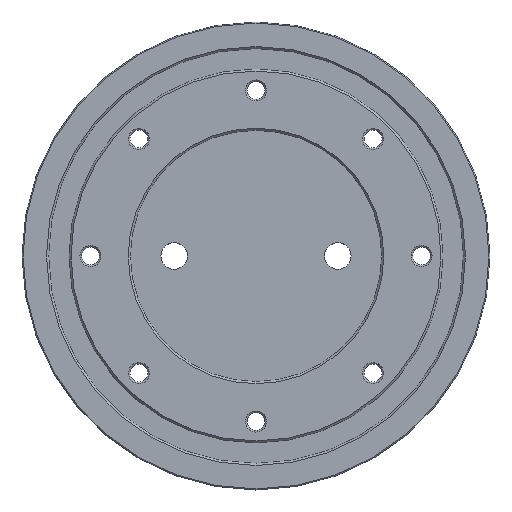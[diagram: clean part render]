
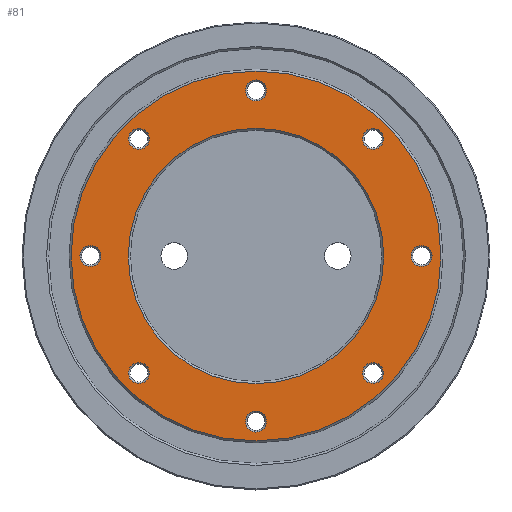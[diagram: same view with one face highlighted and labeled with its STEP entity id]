
A CAD part, top view. The second image highlights one B-rep face of the part: STEP entity #81.
In plain terms, the highlighted planar face has unit normal (0, 0, 1).
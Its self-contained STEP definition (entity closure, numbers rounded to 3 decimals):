
#81=ADVANCED_FACE('',(#155,#156,#157,#158,#159,#160,#161,#162,#163,#164),
#124,.T.);
#124=PLANE('',#675);
#155=FACE_BOUND('',#267,.T.);
#156=FACE_BOUND('',#268,.T.);
#157=FACE_BOUND('',#269,.T.);
#158=FACE_BOUND('',#270,.T.);
#159=FACE_BOUND('',#271,.T.);
#160=FACE_BOUND('',#272,.T.);
#161=FACE_BOUND('',#273,.T.);
#162=FACE_BOUND('',#274,.T.);
#163=FACE_BOUND('',#275,.T.);
#164=FACE_BOUND('',#276,.T.);
#267=EDGE_LOOP('',(#379));
#268=EDGE_LOOP('',(#380));
#269=EDGE_LOOP('',(#381));
#270=EDGE_LOOP('',(#382));
#271=EDGE_LOOP('',(#383));
#272=EDGE_LOOP('',(#384));
#273=EDGE_LOOP('',(#385));
#274=EDGE_LOOP('',(#386));
#275=EDGE_LOOP('',(#387));
#276=EDGE_LOOP('',(#388));
#379=ORIENTED_EDGE('',*,*,#543,.T.);
#380=ORIENTED_EDGE('',*,*,#544,.T.);
#381=ORIENTED_EDGE('',*,*,#545,.T.);
#382=ORIENTED_EDGE('',*,*,#546,.T.);
#383=ORIENTED_EDGE('',*,*,#547,.T.);
#384=ORIENTED_EDGE('',*,*,#548,.T.);
#385=ORIENTED_EDGE('',*,*,#549,.T.);
#386=ORIENTED_EDGE('',*,*,#550,.T.);
#387=ORIENTED_EDGE('',*,*,#551,.T.);
#388=ORIENTED_EDGE('',*,*,#552,.T.);
#487=VERTEX_POINT('',#1001);
#488=VERTEX_POINT('',#1003);
#489=VERTEX_POINT('',#1005);
#490=VERTEX_POINT('',#1007);
#491=VERTEX_POINT('',#1009);
#492=VERTEX_POINT('',#1011);
#493=VERTEX_POINT('',#1013);
#494=VERTEX_POINT('',#1015);
#495=VERTEX_POINT('',#1017);
#496=VERTEX_POINT('',#1019);
#543=EDGE_CURVE('',#487,#487,#599,.T.);
#544=EDGE_CURVE('',#488,#488,#600,.T.);
#545=EDGE_CURVE('',#489,#489,#601,.T.);
#546=EDGE_CURVE('',#490,#490,#602,.T.);
#547=EDGE_CURVE('',#491,#491,#603,.T.);
#548=EDGE_CURVE('',#492,#492,#604,.T.);
#549=EDGE_CURVE('',#493,#493,#605,.T.);
#550=EDGE_CURVE('',#494,#494,#606,.T.);
#551=EDGE_CURVE('',#495,#495,#607,.T.);
#552=EDGE_CURVE('',#496,#496,#608,.T.);
#599=CIRCLE('',#665,5.141);
#600=CIRCLE('',#666,5.141);
#601=CIRCLE('',#667,5.141);
#602=CIRCLE('',#668,5.141);
#603=CIRCLE('',#669,5.141);
#604=CIRCLE('',#670,5.141);
#605=CIRCLE('',#671,5.141);
#606=CIRCLE('',#672,5.141);
#607=CIRCLE('',#673,62.5);
#608=CIRCLE('',#674,90.5);
#665=AXIS2_PLACEMENT_3D('',#1000,#802,#803);
#666=AXIS2_PLACEMENT_3D('',#1002,#804,#805);
#667=AXIS2_PLACEMENT_3D('',#1004,#806,#807);
#668=AXIS2_PLACEMENT_3D('',#1006,#808,#809);
#669=AXIS2_PLACEMENT_3D('',#1008,#810,#811);
#670=AXIS2_PLACEMENT_3D('',#1010,#812,#813);
#671=AXIS2_PLACEMENT_3D('',#1012,#814,#815);
#672=AXIS2_PLACEMENT_3D('',#1014,#816,#817);
#673=AXIS2_PLACEMENT_3D('',#1016,#818,#819);
#674=AXIS2_PLACEMENT_3D('',#1018,#820,#821);
#675=AXIS2_PLACEMENT_3D('',#1020,#822,#823);
#802=DIRECTION('',(0.,0.,-1.));
#803=DIRECTION('',(1.,0.,0.));
#804=DIRECTION('',(0.,0.,-1.));
#805=DIRECTION('',(1.,0.,0.));
#806=DIRECTION('',(0.,0.,-1.));
#807=DIRECTION('',(1.,0.,0.));
#808=DIRECTION('',(0.,0.,-1.));
#809=DIRECTION('',(1.,0.,0.));
#810=DIRECTION('',(0.,0.,-1.));
#811=DIRECTION('',(1.,0.,0.));
#812=DIRECTION('',(0.,0.,-1.));
#813=DIRECTION('',(1.,0.,0.));
#814=DIRECTION('',(0.,0.,-1.));
#815=DIRECTION('',(1.,0.,0.));
#816=DIRECTION('',(0.,0.,-1.));
#817=DIRECTION('',(1.,0.,0.));
#818=DIRECTION('',(0.,0.,-1.));
#819=DIRECTION('',(-1.,0.,0.));
#820=DIRECTION('',(0.,0.,1.));
#821=DIRECTION('',(1.,0.,0.));
#822=DIRECTION('',(0.,0.,1.));
#823=DIRECTION('',(1.,0.,0.));
#1000=CARTESIAN_POINT('',(-81.,0.,10.));
#1001=CARTESIAN_POINT('',(-75.859,0.,10.));
#1002=CARTESIAN_POINT('',(-57.276,-57.276,10.));
#1003=CARTESIAN_POINT('',(-52.135,-57.276,10.));
#1004=CARTESIAN_POINT('',(57.276,-57.276,10.));
#1005=CARTESIAN_POINT('',(62.417,-57.276,10.));
#1006=CARTESIAN_POINT('',(0.,-81.,10.));
#1007=CARTESIAN_POINT('',(5.141,-81.,10.));
#1008=CARTESIAN_POINT('',(81.,0.,10.));
#1009=CARTESIAN_POINT('',(86.141,0.,10.));
#1010=CARTESIAN_POINT('',(57.276,57.276,10.));
#1011=CARTESIAN_POINT('',(62.417,57.276,10.));
#1012=CARTESIAN_POINT('',(0.,81.,10.));
#1013=CARTESIAN_POINT('',(5.141,81.,10.));
#1014=CARTESIAN_POINT('',(-57.276,57.276,10.));
#1015=CARTESIAN_POINT('',(-52.135,57.276,10.));
#1016=CARTESIAN_POINT('',(0.,0.,10.));
#1017=CARTESIAN_POINT('',(-62.5,0.,10.));
#1018=CARTESIAN_POINT('',(0.,0.,10.));
#1019=CARTESIAN_POINT('',(90.5,0.,10.));
#1020=CARTESIAN_POINT('',(0.,0.,10.));
